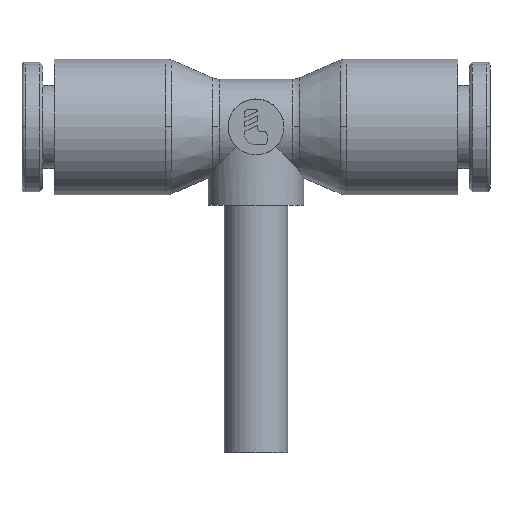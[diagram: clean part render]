
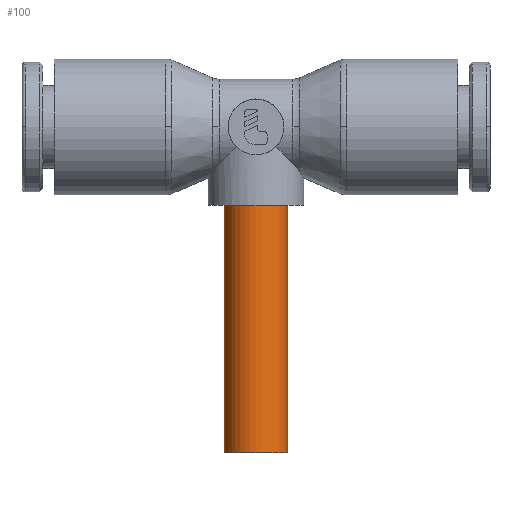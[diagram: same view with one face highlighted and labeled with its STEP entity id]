
A CAD part, top view. The second image highlights one B-rep face of the part: STEP entity #100.
In plain terms, the highlighted cylindrical face has radius 2 mm (diameter 4 mm), a partial arc.
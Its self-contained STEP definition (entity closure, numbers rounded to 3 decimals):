
#100=ADVANCED_FACE('',(#237),#238,.T.);
#237=FACE_OUTER_BOUND('',#403,.T.);
#238=CYLINDRICAL_SURFACE('',#404,2.0);
#403=EDGE_LOOP('',(#903,#904,#905,#906));
#404=AXIS2_PLACEMENT_3D('',#907,#908,#909);
#903=ORIENTED_EDGE('',*,*,#1158,.T.);
#904=ORIENTED_EDGE('',*,*,#1260,.T.);
#905=ORIENTED_EDGE('',*,*,#1160,.T.);
#906=ORIENTED_EDGE('',*,*,#1263,.F.);
#907=CARTESIAN_POINT('',(0.0,10.2,0.0));
#908=DIRECTION('',(-0.0,1.0,0.0));
#909=DIRECTION('',(1.0,0.0,0.0));
#1158=EDGE_CURVE('',#1422,#1423,#1424,.T.);
#1160=EDGE_CURVE('',#1427,#1425,#1428,.T.);
#1260=EDGE_CURVE('',#1423,#1427,#1589,.T.);
#1263=EDGE_CURVE('',#1422,#1425,#1592,.T.);
#1422=VERTEX_POINT('',#1808);
#1423=VERTEX_POINT('',#1809);
#1424=LINE('',#1810,#1811);
#1425=VERTEX_POINT('',#1812);
#1427=VERTEX_POINT('',#1814);
#1428=LINE('',#1815,#1816);
#1589=CIRCLE('',#2217,2.0);
#1592=CIRCLE('',#2220,2.0);
#1808=CARTESIAN_POINT('',(2.0,0.0,0.0));
#1809=CARTESIAN_POINT('',(2.0,15.5,0.));
#1810=CARTESIAN_POINT('',(2.0,10.2,0.));
#1811=VECTOR('',#2411,1.0);
#1812=CARTESIAN_POINT('',(-2.0,0.0,0.));
#1814=CARTESIAN_POINT('',(-2.0,15.5,0.));
#1815=CARTESIAN_POINT('',(-2.0,10.2,0.));
#1816=VECTOR('',#2415,1.0);
#2217=AXIS2_PLACEMENT_3D('',#2571,#2572,#2573);
#2220=AXIS2_PLACEMENT_3D('',#2580,#2581,#2582);
#2411=DIRECTION('',(0.0,1.0,0.0));
#2415=DIRECTION('',(-0.0,-1.0,-0.0));
#2571=CARTESIAN_POINT('',(0.0,15.5,0.0));
#2572=DIRECTION('',(0.0,-1.0,0.0));
#2573=DIRECTION('',(1.0,0.0,0.0));
#2580=CARTESIAN_POINT('',(0.0,0.0,0.0));
#2581=DIRECTION('',(0.0,-1.0,0.0));
#2582=DIRECTION('',(1.0,0.0,0.0));
